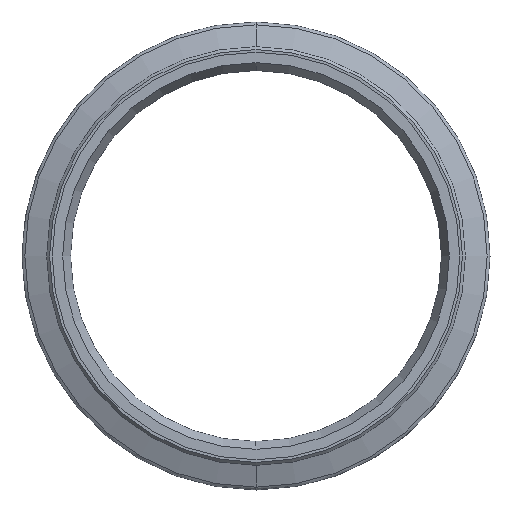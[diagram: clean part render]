
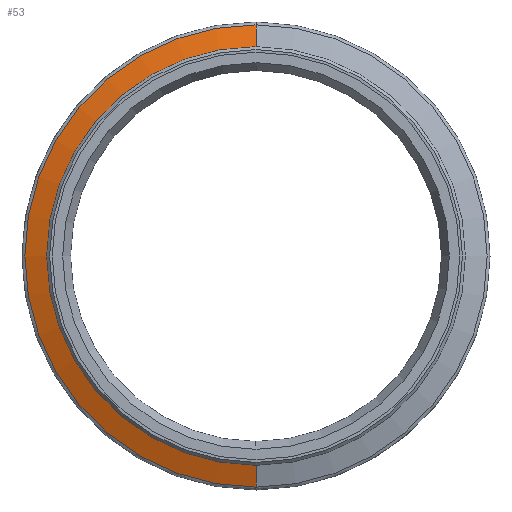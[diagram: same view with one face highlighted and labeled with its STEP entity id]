
A CAD part, left-side view. The second image highlights one B-rep face of the part: STEP entity #53.
In plain terms, the highlighted free-form (B-spline) face has degree [2, 1] with [5, 2] control points.
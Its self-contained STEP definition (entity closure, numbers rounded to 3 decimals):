
#53=ADVANCED_FACE('',(#193),#192,.T.);
#192=( BOUNDED_SURFACE() B_SPLINE_SURFACE( 2,1,((#344,#345),(#346,#347),(#348,#349),(#350,#351),(#352,#353)), .UNSPECIFIED.,.F.,.F.,.F.) B_SPLINE_SURFACE_WITH_KNOTS((3,2,3),(2,2),(0.,0.5,1.),(0.,1.), .UNSPECIFIED. ) GEOMETRIC_REPRESENTATION_ITEM() RATIONAL_B_SPLINE_SURFACE(((1.,1.),(0.707,0.707),(1.,1.),(0.707,0.707),(1.,1.))) REPRESENTATION_ITEM('') SURFACE() );
#193=FACE_OUTER_BOUND('',#354,.T.);
#344=CARTESIAN_POINT('',(-17.3,0.,0.));
#345=CARTESIAN_POINT('',(23.628,0.,-112.448));
#346=CARTESIAN_POINT('',(-17.3,0.,0.));
#347=CARTESIAN_POINT('',(23.628,112.448,-112.448));
#348=CARTESIAN_POINT('',(-17.3,0.,0.));
#349=CARTESIAN_POINT('',(23.628,112.448,0.));
#350=CARTESIAN_POINT('',(-17.3,0.,0.));
#351=CARTESIAN_POINT('',(23.628,112.448,112.448));
#352=CARTESIAN_POINT('',(-17.3,0.,0.));
#353=CARTESIAN_POINT('',(23.628,0.,112.448));
#354=EDGE_LOOP('',(#480,#481,#482,#483));
#480=ORIENTED_EDGE('',*,*,#532,.T.);
#481=ORIENTED_EDGE('',*,*,#533,.F.);
#482=ORIENTED_EDGE('',*,*,#531,.F.);
#483=ORIENTED_EDGE('',*,*,#534,.T.);
#531=EDGE_CURVE('',#703,#702,#722,.T.);
#532=EDGE_CURVE('',#728,#729,#730,.T.);
#533=EDGE_CURVE('',#702,#729,#736,.T.);
#534=EDGE_CURVE('',#703,#728,#742,.T.);
#702=VERTEX_POINT('',#888);
#703=VERTEX_POINT('',#889);
#722=CIRCLE('',#901,72.);
#728=VERTEX_POINT('',#902);
#729=VERTEX_POINT('',#903);
#730=CIRCLE('',#907,79.513);
#736=(BOUNDED_CURVE() B_SPLINE_CURVE(1,(#908,#909),.UNSPECIFIED.,.F.,.F.) B_SPLINE_CURVE_WITH_KNOTS((2,2),(0.64,0.707),.UNSPECIFIED.) CURVE() GEOMETRIC_REPRESENTATION_ITEM() RATIONAL_B_SPLINE_CURVE((1.,1.)) REPRESENTATION_ITEM('') );
#742=(BOUNDED_CURVE() B_SPLINE_CURVE(1,(#910,#911),.UNSPECIFIED.,.F.,.F.) B_SPLINE_CURVE_WITH_KNOTS((2,2),(0.64,0.707),.UNSPECIFIED.) CURVE() GEOMETRIC_REPRESENTATION_ITEM() RATIONAL_B_SPLINE_CURVE((0.75,0.75)) REPRESENTATION_ITEM('') );
#888=CARTESIAN_POINT('',(8.906,0.,-72.));
#889=CARTESIAN_POINT('',(8.906,0.,72.));
#898=CARTESIAN_POINT('',(8.906,0.,0.));
#899=DIRECTION('',(-1.,0.,0.));
#900=DIRECTION('',(0.,0.,1.));
#901=AXIS2_PLACEMENT_3D('',#898,#899,#900);
#902=CARTESIAN_POINT('',(11.641,0.,79.513));
#903=CARTESIAN_POINT('',(11.641,0.,-79.513));
#904=CARTESIAN_POINT('',(11.641,0.,0.));
#905=DIRECTION('',(-1.,0.,0.));
#906=DIRECTION('',(0.,0.,1.));
#907=AXIS2_PLACEMENT_3D('',#904,#905,#906);
#908=CARTESIAN_POINT('',(8.906,0.,-72.));
#909=CARTESIAN_POINT('',(11.641,0.,-79.513));
#910=CARTESIAN_POINT('',(8.906,0.,72.));
#911=CARTESIAN_POINT('',(11.641,0.,79.513));
